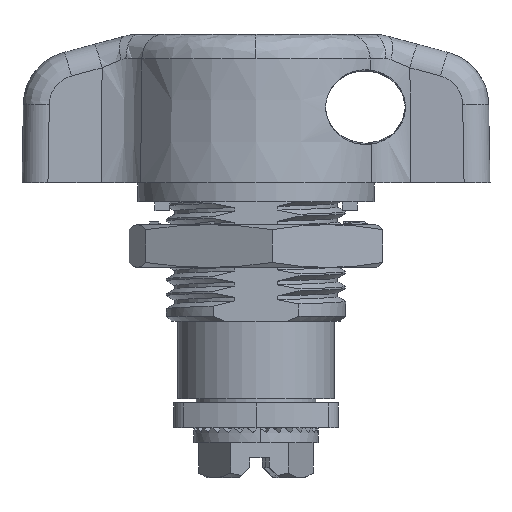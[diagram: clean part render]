
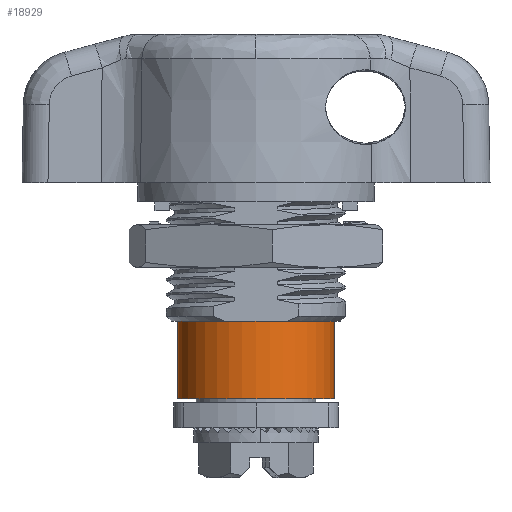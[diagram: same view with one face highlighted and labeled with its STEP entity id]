
A CAD part, front view. The second image highlights one B-rep face of the part: STEP entity #18929.
In plain terms, the highlighted cylindrical face has radius 7.9 mm (diameter 15.8 mm), a partial arc.
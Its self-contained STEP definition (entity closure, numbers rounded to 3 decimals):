
#1499 = CIRCLE ( 'NONE', #36600, 7.9 ) ;
#2441 = VERTEX_POINT ( 'NONE', #28691 ) ;
#4305 = AXIS2_PLACEMENT_3D ( 'NONE', #24044, #9331, #12080 ) ;
#4421 = LINE ( 'NONE', #13065, #24707 ) ;
#5897 = EDGE_CURVE ( 'NONE', #2441, #28083, #1499, .T. ) ;
#6152 = ORIENTED_EDGE ( 'NONE', *, *, #33824, .F. ) ;
#8751 = EDGE_CURVE ( 'NONE', #37287, #25515, #33450, .T. ) ;
#9040 = CARTESIAN_POINT ( 'NONE',  ( 0., 0., -14. ) ) ;
#9331 = DIRECTION ( 'NONE',  ( 0., 0., -1. ) ) ;
#9343 = AXIS2_PLACEMENT_3D ( 'NONE', #9040, #18259, #21004 ) ;
#9722 = CYLINDRICAL_SURFACE ( 'NONE', #4305, 7.9 ) ;
#9957 = VERTEX_POINT ( 'NONE', #36253 ) ;
#10199 = EDGE_LOOP ( 'NONE', ( #6152, #34202, #35041, #34517, #17949 ) ) ;
#10513 = EDGE_CURVE ( 'NONE', #9957, #37287, #37804, .T. ) ;
#12080 = DIRECTION ( 'NONE',  ( -1., 0., 0. ) ) ;
#13065 = CARTESIAN_POINT ( 'NONE',  ( 7.9, 0., 18.301 ) ) ;
#13448 = DIRECTION ( 'NONE',  ( 0., 0., -1. ) ) ;
#13670 = CARTESIAN_POINT ( 'NONE',  ( -7.9, 0., -21.8 ) ) ;
#16124 = CARTESIAN_POINT ( 'NONE',  ( 0., 0., -21.8 ) ) ;
#17949 = ORIENTED_EDGE ( 'NONE', *, *, #8751, .T. ) ;
#18131 = CARTESIAN_POINT ( 'NONE',  ( 7.9, 0., -21.8 ) ) ;
#18247 = CARTESIAN_POINT ( 'NONE',  ( 0., 0., -14. ) ) ;
#18259 = DIRECTION ( 'NONE',  ( 0., 0., -1. ) ) ;
#18929 = ADVANCED_FACE ( 'NONE', ( #26992 ), #9722, .T. ) ;
#19634 = EDGE_CURVE ( 'NONE', #28083, #9957, #30643, .T. ) ;
#19742 = DIRECTION ( 'NONE',  ( 0., 0., -1. ) ) ;
#21004 = DIRECTION ( 'NONE',  ( -1., 0., 0. ) ) ;
#21252 = CARTESIAN_POINT ( 'NONE',  ( 0., -7.9, -14. ) ) ;
#24044 = CARTESIAN_POINT ( 'NONE',  ( 0., 0., 18.301 ) ) ;
#24135 = DIRECTION ( 'NONE',  ( 0., 0., -1. ) ) ;
#24707 = VECTOR ( 'NONE', #13448, 1000. ) ;
#25515 = VERTEX_POINT ( 'NONE', #18131 ) ;
#26992 = FACE_OUTER_BOUND ( 'NONE', #10199, .T. ) ;
#27084 = DIRECTION ( 'NONE',  ( -1., 0., 0. ) ) ;
#27955 = VECTOR ( 'NONE', #19742, 1000. ) ;
#28083 = VERTEX_POINT ( 'NONE', #21252 ) ;
#28478 = DIRECTION ( 'NONE',  ( 0., 0., 1. ) ) ;
#28691 = CARTESIAN_POINT ( 'NONE',  ( 7.9, 0., -14. ) ) ;
#30643 = CIRCLE ( 'NONE', #9343, 7.9 ) ;
#32274 = CARTESIAN_POINT ( 'NONE',  ( -7.9, 0., 18.301 ) ) ;
#33450 = CIRCLE ( 'NONE', #37834, 7.9 ) ;
#33824 = EDGE_CURVE ( 'NONE', #2441, #25515, #4421, .T. ) ;
#34180 = DIRECTION ( 'NONE',  ( -1., 0., 0. ) ) ;
#34202 = ORIENTED_EDGE ( 'NONE', *, *, #5897, .T. ) ;
#34517 = ORIENTED_EDGE ( 'NONE', *, *, #10513, .T. ) ;
#35041 = ORIENTED_EDGE ( 'NONE', *, *, #19634, .T. ) ;
#36253 = CARTESIAN_POINT ( 'NONE',  ( -7.9, 0., -14. ) ) ;
#36600 = AXIS2_PLACEMENT_3D ( 'NONE', #18247, #24135, #27084 ) ;
#37287 = VERTEX_POINT ( 'NONE', #13670 ) ;
#37804 = LINE ( 'NONE', #32274, #27955 ) ;
#37834 = AXIS2_PLACEMENT_3D ( 'NONE', #16124, #28478, #34180 ) ;
